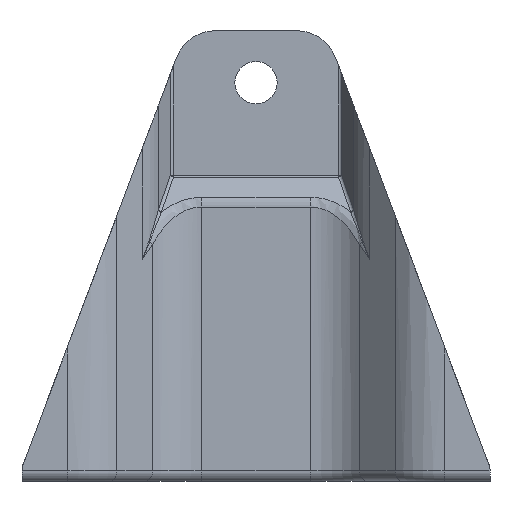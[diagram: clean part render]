
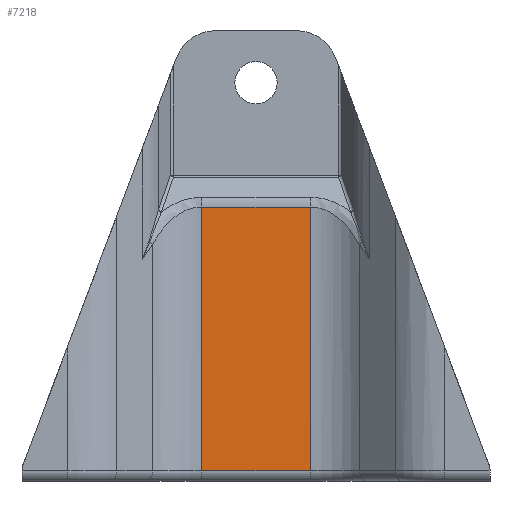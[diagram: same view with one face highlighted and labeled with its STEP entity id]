
A CAD part, front view. The second image highlights one B-rep face of the part: STEP entity #7218.
In plain terms, the highlighted planar face has unit normal (0, -1, 0).
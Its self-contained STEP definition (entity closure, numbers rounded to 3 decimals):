
#248 = CARTESIAN_POINT ( 'NONE',  ( 15.716, -35., 3. ) ) ;
#289 = VERTEX_POINT ( 'NONE', #6738 ) ;
#413 = CARTESIAN_POINT ( 'NONE',  ( -15.716, -35., 0. ) ) ;
#852 = CARTESIAN_POINT ( 'NONE',  ( 15.716, -35., 130. ) ) ;
#876 = DIRECTION ( 'NONE',  ( 0., 0., 1. ) ) ;
#946 = DIRECTION ( 'NONE',  ( 0., 0., 1. ) ) ;
#1212 = VECTOR ( 'NONE', #946, 1000. ) ;
#2322 = FACE_OUTER_BOUND ( 'NONE', #5695, .T. ) ;
#2550 = DIRECTION ( 'NONE',  ( 0., 1., 0. ) ) ;
#2585 = LINE ( 'NONE', #413, #3163 ) ;
#2739 = DIRECTION ( 'NONE',  ( 0., 0., -1. ) ) ;
#2764 = VERTEX_POINT ( 'NONE', #5607 ) ;
#2782 = EDGE_CURVE ( 'NONE', #289, #2764, #3405, .T. ) ;
#2797 = CARTESIAN_POINT ( 'NONE',  ( -24., -35., 3. ) ) ;
#2925 = VECTOR ( 'NONE', #5125, 1000. ) ;
#3163 = VECTOR ( 'NONE', #2739, 1000. ) ;
#3219 = VERTEX_POINT ( 'NONE', #6504 ) ;
#3370 = LINE ( 'NONE', #2797, #2925 ) ;
#3405 = LINE ( 'NONE', #5044, #5745 ) ;
#3562 = LINE ( 'NONE', #852, #1212 ) ;
#3768 = CARTESIAN_POINT ( 'NONE',  ( -24., -35., 130. ) ) ;
#4074 = ORIENTED_EDGE ( 'NONE', *, *, #5708, .T. ) ;
#4201 = VERTEX_POINT ( 'NONE', #248 ) ;
#4388 = AXIS2_PLACEMENT_3D ( 'NONE', #3768, #2550, #876 ) ;
#4888 = ORIENTED_EDGE ( 'NONE', *, *, #6501, .T. ) ;
#4913 = PLANE ( 'NONE',  #4388 ) ;
#4935 = EDGE_CURVE ( 'NONE', #2764, #3219, #2585, .T. ) ;
#5044 = CARTESIAN_POINT ( 'NONE',  ( -24., -35., 79.105 ) ) ;
#5125 = DIRECTION ( 'NONE',  ( 1., 0., 0. ) ) ;
#5607 = CARTESIAN_POINT ( 'NONE',  ( -15.716, -35., 79.105 ) ) ;
#5695 = EDGE_LOOP ( 'NONE', ( #6516, #4074, #4888, #7367 ) ) ;
#5708 = EDGE_CURVE ( 'NONE', #3219, #4201, #3370, .T. ) ;
#5745 = VECTOR ( 'NONE', #6251, 1000. ) ;
#6251 = DIRECTION ( 'NONE',  ( -1., 0., 0. ) ) ;
#6501 = EDGE_CURVE ( 'NONE', #4201, #289, #3562, .T. ) ;
#6504 = CARTESIAN_POINT ( 'NONE',  ( -15.716, -35., 3. ) ) ;
#6516 = ORIENTED_EDGE ( 'NONE', *, *, #4935, .T. ) ;
#6738 = CARTESIAN_POINT ( 'NONE',  ( 15.716, -35., 79.105 ) ) ;
#7218 = ADVANCED_FACE ( 'NONE', ( #2322 ), #4913, .F. ) ;
#7367 = ORIENTED_EDGE ( 'NONE', *, *, #2782, .T. ) ;
